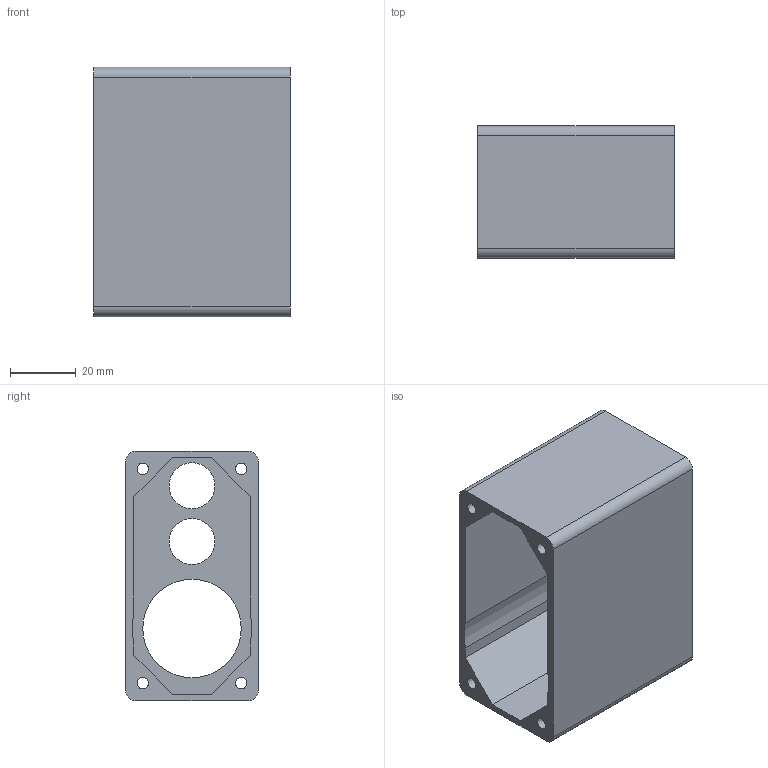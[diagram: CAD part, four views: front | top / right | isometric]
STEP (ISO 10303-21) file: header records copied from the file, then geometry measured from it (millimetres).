
FILE_DESCRIPTION(/* description */ ('STEP AP214'),/* implementation_level */ '2;1');
FILE_NAME(/* name */ '60bef73dc94e826152dbb530',/* time_stamp */ '2021-06-08T04:51:10+00:00',/* author */ (''),/* organization */ (''),/* preprocessor_version */ 'ST-DEVELOPER v18.1',/* originating_system */ ' ',/* authorisation */ ' ');
FILE_SCHEMA (('AUTOMOTIVE_DESIGN {1 0 10303 214 3 1 1}'));
Length unit declared in the file: metre
Products named in the file (1): cap
Bounding box: 60 x 40.38 x 76 mm (x, y, z)
Volume: 45038.3 mm3; surface area: 32214.3 mm2
Topology: 1 solids, 1 shells, 45 faces, 107 edges, 69 vertices
Faces by surface type: plane 21, cylinder 17, cone 7
Full cylindrical faces by diameter (mm): 3.5 x4, 6.5 x4, 14 x2, 30 x1
Entity records: 1274 total; most frequent: DIRECTION 222, CARTESIAN_POINT 204, ORIENTED_EDGE 178, EDGE_CURVE 89, AXIS2_PLACEMENT_3D 87, EDGE_LOOP 82, FACE_BOUND 82, VERTEX_POINT 69
